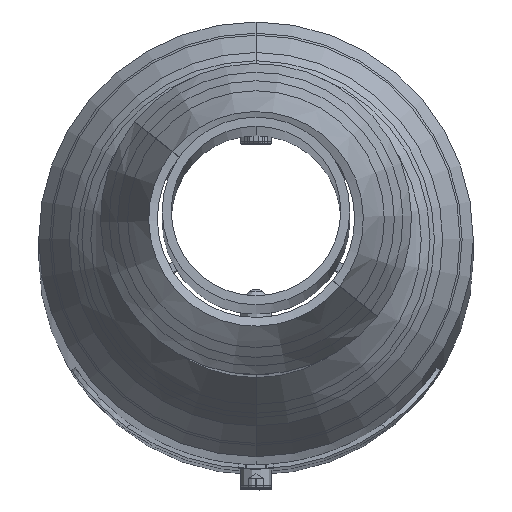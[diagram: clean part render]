
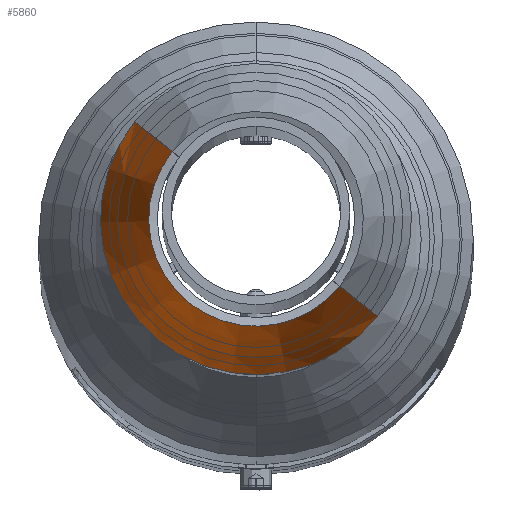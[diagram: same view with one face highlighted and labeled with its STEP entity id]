
A CAD part, top view. The second image highlights one B-rep face of the part: STEP entity #5860.
In plain terms, the highlighted conical face has half-angle 21.181 degrees and reference radius 34.5 mm.
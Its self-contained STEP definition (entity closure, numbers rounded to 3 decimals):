
#35 = AXIS2_PLACEMENT_3D ( 'NONE', #6524, #3480, #6571 ) ;
#36 = DIRECTION ( 'NONE',  ( 0., -0.932, 0.361 ) ) ;
#232 = DIRECTION ( 'NONE',  ( 0., -0.932, -0.361 ) ) ;
#837 = VECTOR ( 'NONE', #232, 1000. ) ;
#905 = EDGE_LOOP ( 'NONE', ( #7003, #8039, #2643, #3946 ) ) ;
#979 = FACE_OUTER_BOUND ( 'NONE', #905, .T. ) ;
#1108 = DIRECTION ( 'NONE',  ( 0., -1., 0. ) ) ;
#1139 = VECTOR ( 'NONE', #36, 1000. ) ;
#1261 = LINE ( 'NONE', #3145, #1139 ) ;
#1877 = EDGE_CURVE ( 'NONE', #5294, #3951, #1261, .T. ) ;
#2068 = CARTESIAN_POINT ( 'NONE',  ( 0., 40., 34.5 ) ) ;
#2643 = ORIENTED_EDGE ( 'NONE', *, *, #4130, .T. ) ;
#2821 = CARTESIAN_POINT ( 'NONE',  ( 0., 0., -50. ) ) ;
#3145 = CARTESIAN_POINT ( 'NONE',  ( 0., 40., 34.5 ) ) ;
#3345 = LINE ( 'NONE', #5833, #837 ) ;
#3480 = DIRECTION ( 'NONE',  ( 0., -1., 0. ) ) ;
#3608 = DIRECTION ( 'NONE',  ( 0., 0., -1. ) ) ;
#3665 = EDGE_CURVE ( 'NONE', #5294, #7980, #7133, .T. ) ;
#3804 = VERTEX_POINT ( 'NONE', #2821 ) ;
#3946 = ORIENTED_EDGE ( 'NONE', *, *, #4165, .F. ) ;
#3951 = VERTEX_POINT ( 'NONE', #4501 ) ;
#4130 = EDGE_CURVE ( 'NONE', #7980, #3804, #3345, .T. ) ;
#4165 = EDGE_CURVE ( 'NONE', #3951, #3804, #4616, .T. ) ;
#4501 = CARTESIAN_POINT ( 'NONE',  ( 0., 0., 50. ) ) ;
#4616 = CIRCLE ( 'NONE', #6306, 50. ) ;
#4649 = CARTESIAN_POINT ( 'NONE',  ( 0., 0., 0. ) ) ;
#4663 = AXIS2_PLACEMENT_3D ( 'NONE', #6054, #1108, #3608 ) ;
#4741 = CARTESIAN_POINT ( 'NONE',  ( 0., 40., -34.5 ) ) ;
#5294 = VERTEX_POINT ( 'NONE', #2068 ) ;
#5574 = DIRECTION ( 'NONE',  ( 0., 0., -1. ) ) ;
#5833 = CARTESIAN_POINT ( 'NONE',  ( 0., 40., -34.5 ) ) ;
#5860 = ADVANCED_FACE ( 'NONE', ( #979 ), #7460, .T. ) ;
#6054 = CARTESIAN_POINT ( 'NONE',  ( 0., 40., 0. ) ) ;
#6306 = AXIS2_PLACEMENT_3D ( 'NONE', #4649, #7131, #5574 ) ;
#6524 = CARTESIAN_POINT ( 'NONE',  ( 0., 40., 0. ) ) ;
#6571 = DIRECTION ( 'NONE',  ( 0., 0., -1. ) ) ;
#7003 = ORIENTED_EDGE ( 'NONE', *, *, #1877, .F. ) ;
#7131 = DIRECTION ( 'NONE',  ( 0., -1., 0. ) ) ;
#7133 = CIRCLE ( 'NONE', #4663, 34.5 ) ;
#7460 = CONICAL_SURFACE ( 'NONE', #35, 34.5, 0.37 ) ;
#7980 = VERTEX_POINT ( 'NONE', #4741 ) ;
#8039 = ORIENTED_EDGE ( 'NONE', *, *, #3665, .T. ) ;
